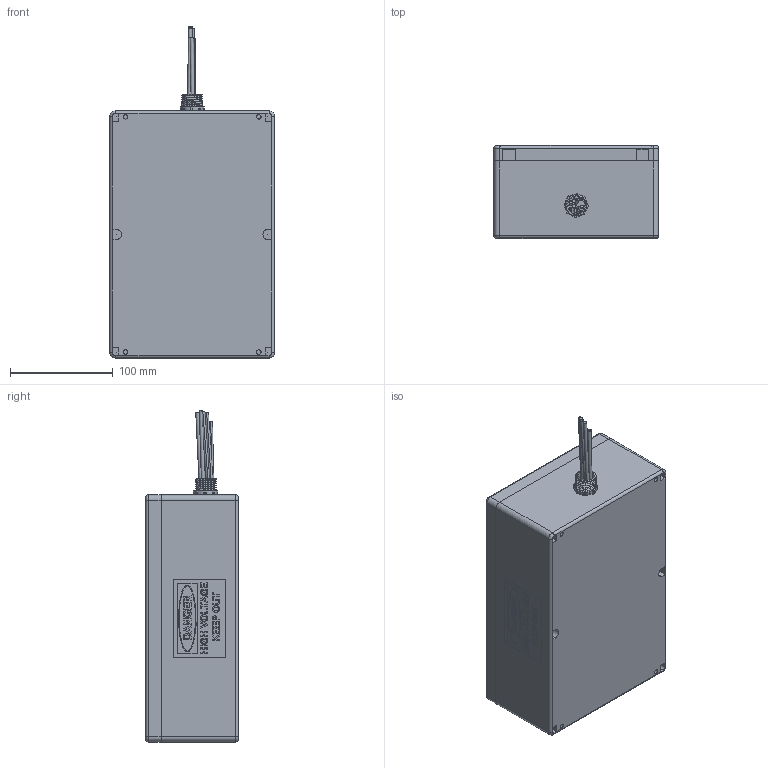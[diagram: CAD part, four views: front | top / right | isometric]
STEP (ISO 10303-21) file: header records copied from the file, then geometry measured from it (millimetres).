
FILE_DESCRIPTION (( 'STEP AP214' ), '1' );
FILE_NAME ('B70-00-7010-E.STEP', '2019-01-16T23:13:24', ( '' ), ( '' ), 'SwSTEP 2.0', 'SolidWorks 2018', '' );
FILE_SCHEMA (( 'AUTOMOTIVE_DESIGN' ));
Length unit declared in the file: inch
Products named in the file (32): SP200wire5; B70-50-0009; Double-sided tape; 824-000-041; SP200wire2; Wire jumper; 270-00-533; Recovered_1_2105-010; 270-000-294; 2130-0001; SP 200 wire assy1; Conduit collar2; B70-20-0022 ; 299-000-266_case; 3M Threaded Insert; CR-PHMS 0.164-32x0.25x0.25-S; Conduit Collar; SP200wire1; Conduit collar1; SP200wire3; SP200wire assy2; CR-PHMS 0.138-32x0.5x0.5-S-V2; B70-00-7010-E; SP200wire4; 4M Threaded Insert; SP200wire assy3; SP200 wire assy3; SP200 wire assy2; 3320-1192; 687-300-012; 299-000-266_Case; 299-000-266_cover
Assembly tree (61 placements, depth 4):
  B70-00-7010-E
    299-000-266_case
      299-000-266_Case
      3M Threaded Insert  x4
      4M Threaded Insert  x6
    299-000-266_cover
    B70-20-0022 
      B70-50-0009
        824-000-041  x3
      Recovered_1_2105-010  x5
      3320-1192
        Wire jumper
        2130-0001  x2
      SP200 wire assy2
        SP200wire assy2
        687-300-012
      SP200 wire assy3
        SP200wire assy3
        687-300-012
      SP200wire1
      SP200wire2
      SP200wire4
      SP200wire3
      SP200wire5
      SP 200 wire assy1
        687-300-012
    Conduit Collar
      Conduit collar1
      Conduit collar2
    CR-PHMS 0.138-32x0.5x0.5-S-V2  x6
    CR-PHMS 0.164-32x0.25x0.25-S  x4
    270-00-533
    270-000-294
    Double-sided tape  x6
Bounding box: 160.27 x 89.94 x 322.52 mm (x, y, z)
Volume: 603698.8 mm3; surface area: 497486.9 mm2
Topology: 170 solids, 170 shells, 4527 faces, 11769 edges, 7630 vertices
Faces by surface type: plane 1861, cylinder 1059, bspline 835, cone 594, torus 152, sphere 26
Entity records: 160444 total; most frequent: CARTESIAN_POINT 63959, ORIENTED_EDGE 16070, DIRECTION 12502, EDGE_CURVE 8035, VERTEX_POINT 5288, VECTOR 4858, LINE 4858, AXIS2_PLACEMENT_3D 3822
